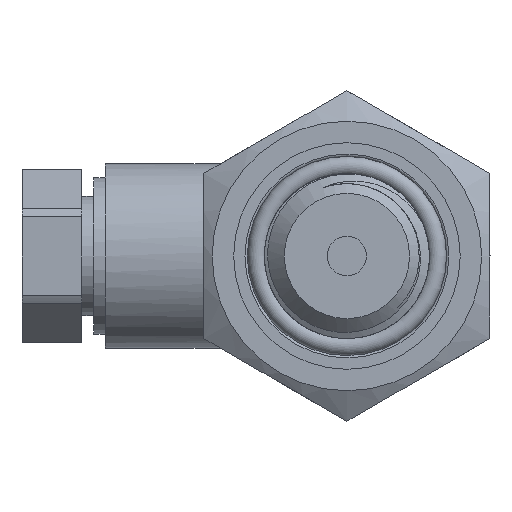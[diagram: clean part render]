
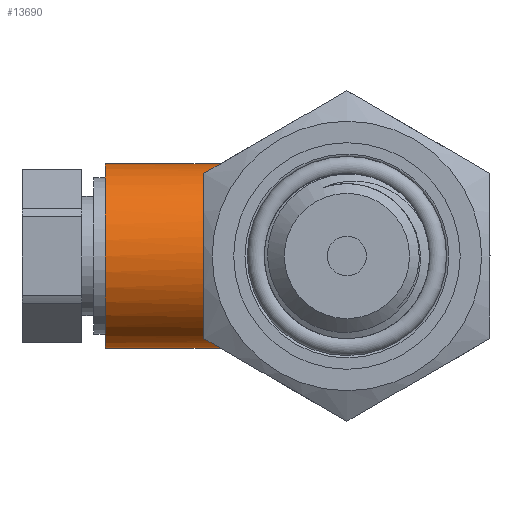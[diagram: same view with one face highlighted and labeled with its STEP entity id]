
A CAD part, left-side view. The second image highlights one B-rep face of the part: STEP entity #13690.
In plain terms, the highlighted cylindrical face has radius 7.75 mm (diameter 15.5 mm), a full revolution.
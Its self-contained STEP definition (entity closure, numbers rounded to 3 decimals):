
#176=ELLIPSE('',#14383,7.752,7.75);
#1408=FACE_OUTER_BOUND('',#2207,.T.);
#2207=EDGE_LOOP('',(#12449,#12450,#12451,#12452,#12453,#12454,#12455,#12456,
#12457,#12458,#12459,#12460,#12461));
#2469=CIRCLE('',#14381,7.75);
#2470=CIRCLE('',#14382,7.75);
#2471=CIRCLE('',#14384,7.75);
#2472=CIRCLE('',#14385,7.75);
#2473=CIRCLE('',#14386,7.75);
#3269=B_SPLINE_CURVE_WITH_KNOTS('',3,(#83555,#83556,#83557,#83558,#83559,
#83560),.UNSPECIFIED.,.F.,.F.,(4,2,4),(0.,0.197,0.394),
 .UNSPECIFIED.);
#3277=B_SPLINE_CURVE_WITH_KNOTS('',3,(#86604,#86605,#86606,#86607,#86608,
#86609),.UNSPECIFIED.,.F.,.F.,(4,2,4),(-0.394,-0.197,
0.),.UNSPECIFIED.);
#3278=B_SPLINE_CURVE_WITH_KNOTS('',3,(#86611,#86612,#86613,#86614,#86615,
#86616),.UNSPECIFIED.,.F.,.F.,(4,2,4),(-1.208,-1.012,
-0.815),.UNSPECIFIED.);
#3279=B_SPLINE_CURVE_WITH_KNOTS('',3,(#86620,#86621,#86622,#86623,#86624,
#86625,#86626,#86627,#86628,#86629),.UNSPECIFIED.,.F.,.F.,(4,2,2,2,4),(-1.982,
-1.821,-1.654,-1.486,-1.325),
 .UNSPECIFIED.);
#3280=B_SPLINE_CURVE_WITH_KNOTS('',3,(#86632,#86633,#86634,#86635,#86636,
#86637),.UNSPECIFIED.,.F.,.F.,(4,2,4),(-0.394,-0.197,
0.),.UNSPECIFIED.);
#4192=LINE('',#86596,#5195);
#5195=VECTOR('',#16577,7.75);
#6561=VERTEX_POINT('',#83552);
#6562=VERTEX_POINT('',#83554);
#6567=VERTEX_POINT('',#86594);
#6568=VERTEX_POINT('',#86597);
#6569=VERTEX_POINT('',#86599);
#6570=VERTEX_POINT('',#86601);
#6571=VERTEX_POINT('',#86603);
#6572=VERTEX_POINT('',#86610);
#6573=VERTEX_POINT('',#86617);
#6574=VERTEX_POINT('',#86619);
#6575=VERTEX_POINT('',#86630);
#8551=EDGE_CURVE('',#6562,#6561,#3269,.T.);
#8562=EDGE_CURVE('',#6567,#6567,#2469,.T.);
#8563=EDGE_CURVE('',#6567,#6562,#4192,.T.);
#8564=EDGE_CURVE('',#6561,#6568,#2470,.F.);
#8565=EDGE_CURVE('',#6568,#6569,#176,.F.);
#8566=EDGE_CURVE('',#6569,#6570,#2471,.F.);
#8567=EDGE_CURVE('',#6570,#6571,#3277,.T.);
#8568=EDGE_CURVE('',#6571,#6572,#3278,.T.);
#8569=EDGE_CURVE('',#6572,#6573,#2472,.F.);
#8570=EDGE_CURVE('',#6573,#6574,#3279,.T.);
#8571=EDGE_CURVE('',#6574,#6575,#2473,.F.);
#8572=EDGE_CURVE('',#6575,#6562,#3280,.T.);
#12449=ORIENTED_EDGE('',*,*,#8562,.T.);
#12450=ORIENTED_EDGE('',*,*,#8563,.T.);
#12451=ORIENTED_EDGE('',*,*,#8551,.T.);
#12452=ORIENTED_EDGE('',*,*,#8564,.T.);
#12453=ORIENTED_EDGE('',*,*,#8565,.T.);
#12454=ORIENTED_EDGE('',*,*,#8566,.T.);
#12455=ORIENTED_EDGE('',*,*,#8567,.T.);
#12456=ORIENTED_EDGE('',*,*,#8568,.T.);
#12457=ORIENTED_EDGE('',*,*,#8569,.T.);
#12458=ORIENTED_EDGE('',*,*,#8570,.T.);
#12459=ORIENTED_EDGE('',*,*,#8571,.T.);
#12460=ORIENTED_EDGE('',*,*,#8572,.T.);
#12461=ORIENTED_EDGE('',*,*,#8563,.F.);
#12981=CYLINDRICAL_SURFACE('',#14380,7.75);
#13690=ADVANCED_FACE('',(#1408),#12981,.T.);
#14380=AXIS2_PLACEMENT_3D('',#86593,#16573,#16574);
#14381=AXIS2_PLACEMENT_3D('',#86595,#16575,#16576);
#14382=AXIS2_PLACEMENT_3D('',#86598,#16578,#16579);
#14383=AXIS2_PLACEMENT_3D('',#86600,#16580,#16581);
#14384=AXIS2_PLACEMENT_3D('',#86602,#16582,#16583);
#14385=AXIS2_PLACEMENT_3D('',#86618,#16584,#16585);
#14386=AXIS2_PLACEMENT_3D('',#86631,#16586,#16587);
#16573=DIRECTION('center_axis',(0.,1.,0.));
#16574=DIRECTION('ref_axis',(0.,0.,-1.));
#16575=DIRECTION('center_axis',(0.,-1.,0.));
#16576=DIRECTION('ref_axis',(0.,0.,-1.));
#16577=DIRECTION('',(0.,-1.,0.));
#16578=DIRECTION('center_axis',(0.,-1.,0.));
#16579=DIRECTION('ref_axis',(0.,0.,-1.));
#16580=DIRECTION('center_axis',(-0.021,-1.,
0.));
#16581=DIRECTION('ref_axis',(1.,-0.021,0.));
#16582=DIRECTION('center_axis',(0.,-1.,0.));
#16583=DIRECTION('ref_axis',(0.,0.,-1.));
#16584=DIRECTION('center_axis',(0.,-1.,0.));
#16585=DIRECTION('ref_axis',(0.,0.,-1.));
#16586=DIRECTION('center_axis',(0.,-1.,0.));
#16587=DIRECTION('ref_axis',(0.,0.,-1.));
#83552=CARTESIAN_POINT('',(3.808,7.75,6.75));
#83554=CARTESIAN_POINT('',(0.,6.75,7.75));
#83555=CARTESIAN_POINT('Ctrl Pts',(0.,6.75,7.75));
#83556=CARTESIAN_POINT('Ctrl Pts',(0.618,6.972,7.75));
#83557=CARTESIAN_POINT('Ctrl Pts',(1.289,7.215,7.672));
#83558=CARTESIAN_POINT('Ctrl Pts',(2.598,7.602,7.333));
#83559=CARTESIAN_POINT('Ctrl Pts',(3.236,7.75,7.072));
#83560=CARTESIAN_POINT('Ctrl Pts',(3.808,7.75,6.75));
#86593=CARTESIAN_POINT('Origin',(0.,3.5,0.));
#86594=CARTESIAN_POINT('',(0.,20.25,7.75));
#86595=CARTESIAN_POINT('Origin',(0.,20.25,0.));
#86596=CARTESIAN_POINT('',(0.,3.5,7.75));
#86597=CARTESIAN_POINT('',(6.5,7.75,4.22));
#86598=CARTESIAN_POINT('Origin',(0.,7.75,0.));
#86599=CARTESIAN_POINT('',(6.5,7.75,-4.22));
#86600=CARTESIAN_POINT('Origin',(0.,7.885,0.));
#86601=CARTESIAN_POINT('',(3.808,7.75,-6.75));
#86602=CARTESIAN_POINT('Origin',(0.,7.75,0.));
#86603=CARTESIAN_POINT('',(0.,6.75,-7.75));
#86604=CARTESIAN_POINT('Ctrl Pts',(3.808,7.75,-6.75));
#86605=CARTESIAN_POINT('Ctrl Pts',(3.236,7.75,-7.072));
#86606=CARTESIAN_POINT('Ctrl Pts',(2.598,7.602,-7.333));
#86607=CARTESIAN_POINT('Ctrl Pts',(1.289,7.215,-7.672));
#86608=CARTESIAN_POINT('Ctrl Pts',(0.618,6.972,-7.75));
#86609=CARTESIAN_POINT('Ctrl Pts',(0.,6.75,-7.75));
#86610=CARTESIAN_POINT('',(-3.808,7.75,-6.75));
#86611=CARTESIAN_POINT('Ctrl Pts',(0.,6.75,-7.75));
#86612=CARTESIAN_POINT('Ctrl Pts',(-0.618,6.972,-7.75));
#86613=CARTESIAN_POINT('Ctrl Pts',(-1.289,7.215,-7.672));
#86614=CARTESIAN_POINT('Ctrl Pts',(-2.598,7.602,-7.333));
#86615=CARTESIAN_POINT('Ctrl Pts',(-3.236,7.75,-7.072));
#86616=CARTESIAN_POINT('Ctrl Pts',(-3.808,7.75,-6.75));
#86617=CARTESIAN_POINT('',(-7.,7.75,-3.326));
#86618=CARTESIAN_POINT('Origin',(0.,7.75,0.));
#86619=CARTESIAN_POINT('',(-7.,7.75,3.326));
#86620=CARTESIAN_POINT('Ctrl Pts',(-7.,7.75,-3.326));
#86621=CARTESIAN_POINT('Ctrl Pts',(-7.232,7.75,-2.839));
#86622=CARTESIAN_POINT('Ctrl Pts',(-7.424,7.668,-2.295));
#86623=CARTESIAN_POINT('Ctrl Pts',(-7.686,7.495,-1.157));
#86624=CARTESIAN_POINT('Ctrl Pts',(-7.75,7.411,-0.559));
#86625=CARTESIAN_POINT('Ctrl Pts',(-7.75,7.411,0.559));
#86626=CARTESIAN_POINT('Ctrl Pts',(-7.686,7.495,1.157));
#86627=CARTESIAN_POINT('Ctrl Pts',(-7.424,7.668,2.295));
#86628=CARTESIAN_POINT('Ctrl Pts',(-7.232,7.75,2.839));
#86629=CARTESIAN_POINT('Ctrl Pts',(-7.,7.75,3.326));
#86630=CARTESIAN_POINT('',(-3.808,7.75,6.75));
#86631=CARTESIAN_POINT('Origin',(0.,7.75,0.));
#86632=CARTESIAN_POINT('Ctrl Pts',(-3.808,7.75,6.75));
#86633=CARTESIAN_POINT('Ctrl Pts',(-3.236,7.75,7.072));
#86634=CARTESIAN_POINT('Ctrl Pts',(-2.598,7.602,7.333));
#86635=CARTESIAN_POINT('Ctrl Pts',(-1.289,7.215,7.672));
#86636=CARTESIAN_POINT('Ctrl Pts',(-0.618,6.972,7.75));
#86637=CARTESIAN_POINT('Ctrl Pts',(0.,6.75,7.75));
